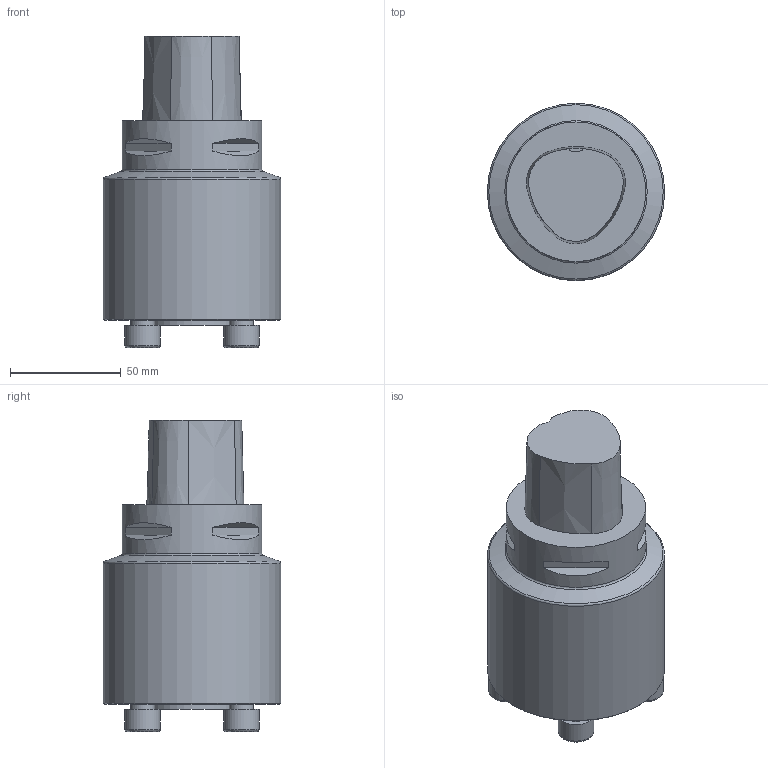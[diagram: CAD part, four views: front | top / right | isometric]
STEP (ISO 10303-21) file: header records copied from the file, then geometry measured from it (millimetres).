
FILE_DESCRIPTION(/* description */ ('3-D model version:1'),/* implementation_level */ '2;1');
FILE_NAME(/* name */ 'C6-X40-080-090',/* time_stamp */ '2016-12-02T14:02:59',/* author */ ('CappDp'),/* organization */ ('AB Sandvik Coromant'),/* preprocessor_version */ 'ST-DEVELOPER v15',/* originating_system */ 'SIEMENS PLM Software NX 8.5',/* authorization */ '');
FILE_SCHEMA(('AUTOMOTIVE_DESIGN'));
Length unit declared in the file: millimetre
Products named in the file (1): 3445_1_3D
Bounding box: 80 x 80 x 140.4 mm (x, y, z)
Volume: 471041.8 mm3; surface area: 39443.9 mm2
Topology: 1 solids, 1 shells, 51 faces, 98 edges, 63 vertices
Faces by surface type: plane 25, cylinder 12, cone 8, torus 6
Full cylindrical faces by diameter (mm): 10.864 x4, 16 x4, 39.992 x1, 63 x1, 80 x1
Entity records: 1294 total; most frequent: DIRECTION 238, CARTESIAN_POINT 199, ORIENTED_EDGE 154, AXIS2_PLACEMENT_3D 108, EDGE_LOOP 84, EDGE_CURVE 77, VERTEX_POINT 61, FACE_BOUND 58
